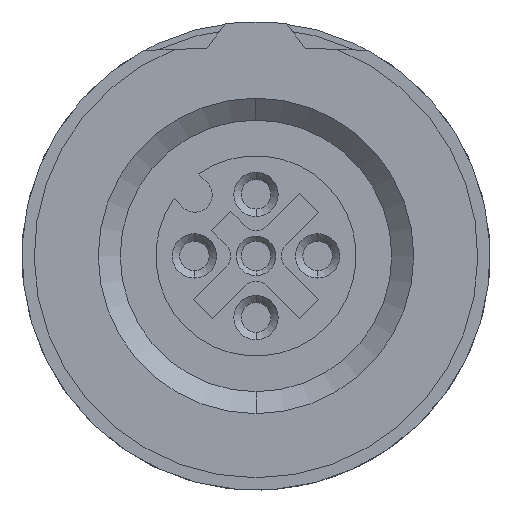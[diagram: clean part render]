
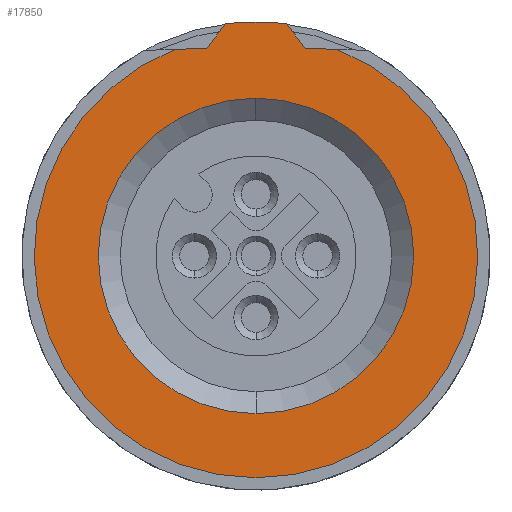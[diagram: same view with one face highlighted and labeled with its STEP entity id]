
A CAD part, front view. The second image highlights one B-rep face of the part: STEP entity #17850.
In plain terms, the highlighted face is planar.
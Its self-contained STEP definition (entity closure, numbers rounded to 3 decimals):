
#15430=CARTESIAN_POINT('',(4.189,-26.706,
25.71));
#15440=VERTEX_POINT('',#15430);
#15470=CARTESIAN_POINT('',(3.164,-11.653,
0.));
#15480=DIRECTION('',(0.034,-0.505,
0.862));
#15490=VECTOR('',#15480,1.);
#15500=LINE('',#15470,#15490);
#15510=CARTESIAN_POINT('',(4.233,-27.351,
26.812));
#15520=VERTEX_POINT('',#15510);
#15530=EDGE_CURVE('',#15440,#15520,#15500,.T.);
#16010=CARTESIAN_POINT('',(0.,-25.038,
24.298));
#16020=DIRECTION('',(-0.778,0.425,
-0.462));
#16030=VECTOR('',#16020,1.);
#16040=LINE('',#16010,#16030);
#16050=CARTESIAN_POINT('',(5.212,-27.886,
27.394));
#16060=VERTEX_POINT('',#16050);
#16070=EDGE_CURVE('',#16060,#15520,#16040,.T.);
#17140=CARTESIAN_POINT('',(5.212,-29.118,
29.528));
#17150=VERTEX_POINT('',#17140);
#17200=CARTESIAN_POINT('',(-4.065,-27.086,
29.279));
#17210=DIRECTION('',(0.174,0.853,
0.492));
#17220=DIRECTION('',(-0.086,-0.485,
0.87));
#17230=AXIS2_PLACEMENT_3D('',#17200,#17210,#17220);
#17240=CIRCLE('',#17230,9.5);
#17250=EDGE_CURVE('',#17150,#16060,#17240,.T.);
#17370=CARTESIAN_POINT('',(-11.623,-25.931,
29.945));
#17380=DIRECTION('',(-0.174,-0.853,
-0.492));
#17390=DIRECTION('',(-0.985,0.15,
0.087));
#17400=AXIS2_PLACEMENT_3D('',#17370,#17380,#17390);
#17410=PLANE('',#17400);
#17420=CARTESIAN_POINT('',(-4.065,-27.086,
29.279));
#17430=DIRECTION('',(-0.174,-0.853,
-0.492));
#17440=DIRECTION('',(0.985,-0.15,
-0.087));
#17450=AXIS2_PLACEMENT_3D('',#17420,#17430,#17440);
#17460=CIRCLE('',#17450,6.4);
#17470=CARTESIAN_POINT('',(2.238,-28.048,
28.723));
#17480=VERTEX_POINT('',#17470);
#17490=CARTESIAN_POINT('',(-10.368,-26.123,
29.834));
#17500=VERTEX_POINT('',#17490);
#17510=EDGE_CURVE('',#17480,#17500,#17460,.T.);
#17520=ORIENTED_EDGE('',*,*,#17510,.F.);
#17530=EDGE_CURVE('',#17500,#17480,#17460,.T.);
#17540=ORIENTED_EDGE('',*,*,#17530,.F.);
#17550=EDGE_LOOP('',(#17540,#17520));
#17560=FACE_BOUND('',#17550,.T.);
#17570=CARTESIAN_POINT('',(5.431,-12.115,
0.));
#17580=DIRECTION('',(0.034,0.494,
-0.869));
#17590=VECTOR('',#17580,1.);
#17600=LINE('',#17570,#17590);
#17610=CARTESIAN_POINT('',(4.189,-29.986,
31.392));
#17620=VERTEX_POINT('',#17610);
#17630=CARTESIAN_POINT('',(4.233,-29.354,
30.282));
#17640=VERTEX_POINT('',#17630);
#17650=EDGE_CURVE('',#17620,#17640,#17600,.T.);
#17660=ORIENTED_EDGE('',*,*,#17650,.F.);
#17670=CARTESIAN_POINT('',(0.,-30.375,
33.542));
#17680=DIRECTION('',(0.778,0.188,
-0.599));
#17690=VECTOR('',#17680,1.);
#17700=LINE('',#17670,#17690);
#17710=EDGE_CURVE('',#17640,#17150,#17700,.T.);
#17720=ORIENTED_EDGE('',*,*,#17710,.F.);
#17730=ORIENTED_EDGE('',*,*,#17250,.F.);
#17740=ORIENTED_EDGE('',*,*,#16070,.F.);
#17750=ORIENTED_EDGE('',*,*,#15530,.T.);
#17760=CARTESIAN_POINT('',(-4.065,-27.086,
29.279));
#17770=DIRECTION('',(-0.174,-0.853,
-0.492));
#17780=DIRECTION('',(-0.985,0.15,
0.087));
#17790=AXIS2_PLACEMENT_3D('',#17760,#17770,#17780);
#17800=CIRCLE('',#17790,9.);
#17810=EDGE_CURVE('',#17620,#15440,#17800,.T.);
#17820=ORIENTED_EDGE('',*,*,#17810,.T.);
#17830=EDGE_LOOP('',(#17820,#17750,#17740,#17730,#17720,#17660));
#17840=FACE_OUTER_BOUND('',#17830,.T.);
#17850=ADVANCED_FACE('',(#17560,#17840),#17410,.T.);
